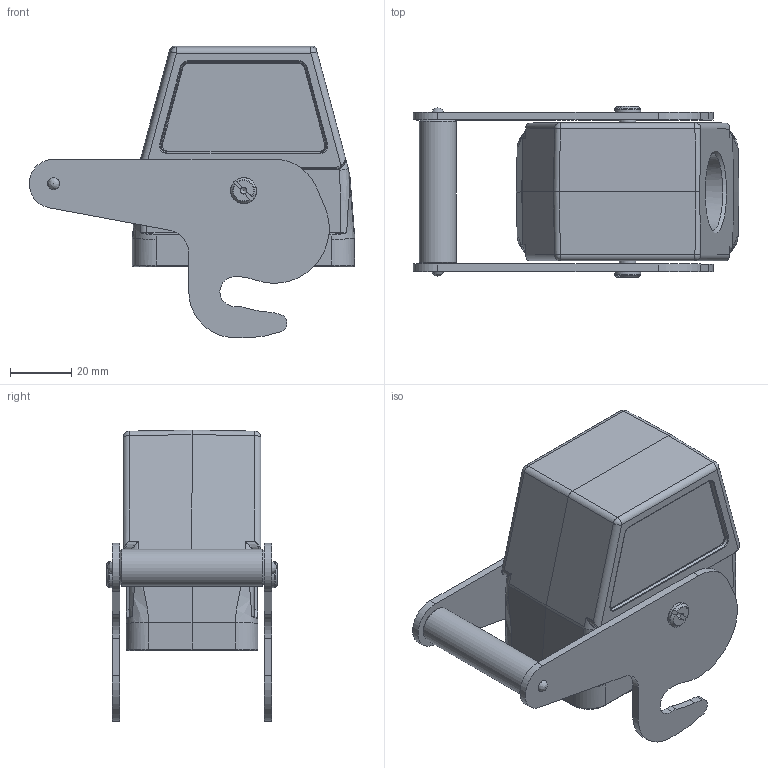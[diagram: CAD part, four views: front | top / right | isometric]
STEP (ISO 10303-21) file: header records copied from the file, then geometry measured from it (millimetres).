
FILE_DESCRIPTION(/* description */ (''),/* implementation_level */ '2;1');
FILE_NAME(/* name */ '100105905ugm000_c.stp',/* time_stamp */ '2017-10-30T15:03:59+01:00',/* author */ (''),/* organization */ (''),/* preprocessor_version */ 'ST-DEVELOPER v16',/* originating_system */ 'SIEMENS PLM Software NX 10.0',/* authorisation */ '');
FILE_SCHEMA (('AUTOMOTIVE_DESIGN { 1 0 10303 214 3 1 1 1 }'));
Length unit declared in the file: millimetre
Products named in the file (1): 100105905ugm000_c
Bounding box: 106.29 x 55.8 x 95.27 mm (x, y, z)
Volume: 79040.6 mm3; surface area: 47870.1 mm2
Topology: 2 solids, 2 shells, 516 faces, 1344 edges, 852 vertices
Faces by surface type: plane 193, cylinder 147, bspline 65, torus 56, cone 45, sphere 10
Full cylindrical faces by diameter (mm): 2.2 x2, 3 x4, 5.37 x2, 5.6 x2, 8.5 x2, 12 x1, 25 x1
Entity records: 20424 total; most frequent: CARTESIAN_POINT 7090, ORIENTED_EDGE 2466, DIRECTION 2374, EDGE_CURVE 1233, AXIS2_PLACEMENT_3D 893, VERTEX_POINT 785, LINE 588, VECTOR 588
